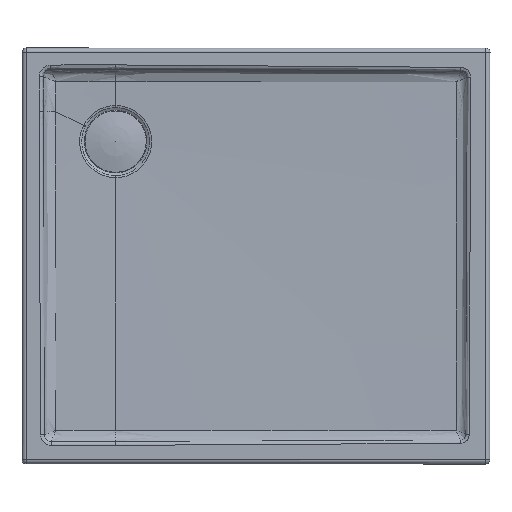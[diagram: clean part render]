
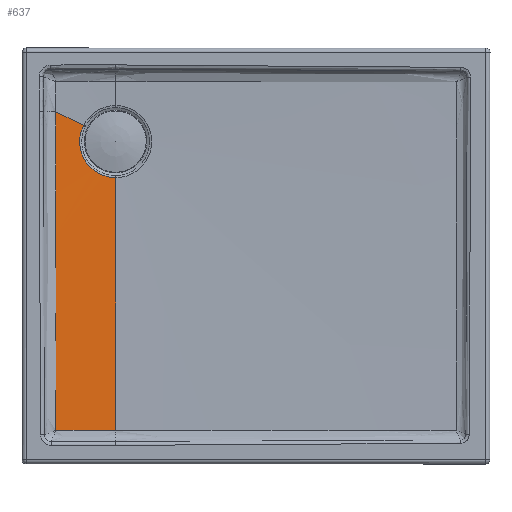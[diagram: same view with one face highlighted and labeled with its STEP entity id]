
A CAD part, top view. The second image highlights one B-rep face of the part: STEP entity #637.
In plain terms, the highlighted conical face has half-angle 88.825 degrees and reference radius 1000 mm.
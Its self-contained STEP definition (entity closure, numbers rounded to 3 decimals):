
#172=CARTESIAN_POINT('',(-339.343,270.,-27.96));
#173=VERTEX_POINT('',#172);
#204=CARTESIAN_POINT('',(-238.989,332.022,-27.96));
#205=VERTEX_POINT('',#204);
#213=CARTESIAN_POINT('',(-238.989,332.022,-27.96));
#214=CARTESIAN_POINT('',(-241.977,333.516,-27.96));
#215=CARTESIAN_POINT('',(-248.206,336.091,-27.96));
#216=CARTESIAN_POINT('',(-258.081,338.557,-27.96));
#217=CARTESIAN_POINT('',(-268.071,339.558,-27.96));
#218=CARTESIAN_POINT('',(-278.202,339.107,-27.96));
#219=CARTESIAN_POINT('',(-288.164,337.172,-27.96));
#220=CARTESIAN_POINT('',(-297.638,333.863,-27.96));
#221=CARTESIAN_POINT('',(-306.666,329.147,-27.96));
#222=CARTESIAN_POINT('',(-314.826,323.219,-27.96));
#223=CARTESIAN_POINT('',(-322.05,316.19,-27.96));
#224=CARTESIAN_POINT('',(-328.233,308.098,-27.96));
#225=CARTESIAN_POINT('',(-333.11,299.307,-27.96));
#226=CARTESIAN_POINT('',(-337.879,286.744,-27.96));
#227=CARTESIAN_POINT('',(-339.343,276.682,-27.96));
#228=CARTESIAN_POINT('',(-339.343,270.,-27.96));
#229=B_SPLINE_CURVE_WITH_KNOTS('',3,(#213,#214,#215,#216,#217,#218,#219,#220,#221,#222,#223,#224,#225,#226,#227,#228),.UNSPECIFIED.,.F.,.U.,(4,1,1,1,1,1,1,1,1,1,1,1,1,4),(0.0,1.005,2.009,3.014,4.018,5.023,6.028,7.032,8.037,9.042,10.046,11.051,12.055,14.065),.UNSPECIFIED.);
#230=EDGE_CURVE('',#205,#173,#229,.T.);
#467=CARTESIAN_POINT('',(-825.513,270.,-17.988));
#468=VERTEX_POINT('',#467);
#469=CARTESIAN_POINT('',(-339.343,270.,-27.96));
#470=CARTESIAN_POINT('',(-582.428,270.,-22.974));
#471=CARTESIAN_POINT('',(-825.513,270.,-17.988));
#472=B_SPLINE_CURVE_WITH_KNOTS('',2,(#469,#470,#471),.UNSPECIFIED.,.F.,.U.,(3,3),(-443.251,43.022),.UNSPECIFIED.);
#473=EDGE_CURVE('',#173,#468,#472,.T.);
#574=CARTESIAN_POINT('',(-270.,270.,-8.87));
#575=DIRECTION('',(0.0,0.0,1.0));
#576=DIRECTION('',(0.447,0.894,0.0));
#577=AXIS2_PLACEMENT_3D('',#574,#575,#576);
#578=CONICAL_SURFACE('',#577,1000.,88.825);
#579=ORIENTED_EDGE('',*,*,#230,.F.);
#580=CARTESIAN_POINT('',(-212.271,385.459,-26.735));
#581=VERTEX_POINT('',#580);
#582=CARTESIAN_POINT('',(-238.989,332.022,-27.96));
#583=DIRECTION('',(0.447,0.894,0.021));
#584=VECTOR('',#583,59.757);
#585=LINE('',#582,#584);
#586=EDGE_CURVE('',#205,#581,#585,.T.);
#587=ORIENTED_EDGE('',*,*,#586,.T.);
#588=CARTESIAN_POINT('',(-825.502,385.104,-17.746));
#589=VERTEX_POINT('',#588);
#590=CARTESIAN_POINT('',(-212.271,385.459,-26.735));
#591=CARTESIAN_POINT('',(-223.612,385.477,-26.839));
#592=CARTESIAN_POINT('',(-234.877,385.492,-26.917));
#593=CARTESIAN_POINT('',(-246.058,385.502,-26.963));
#594=CARTESIAN_POINT('',(-262.718,385.516,-27.032));
#595=CARTESIAN_POINT('',(-279.202,385.516,-27.029));
#596=CARTESIAN_POINT('',(-295.876,385.5,-26.955));
#597=CARTESIAN_POINT('',(-312.571,385.485,-26.88));
#598=CARTESIAN_POINT('',(-329.493,385.456,-26.734));
#599=CARTESIAN_POINT('',(-346.474,385.427,-26.543));
#600=CARTESIAN_POINT('',(-355.191,385.413,-26.444));
#601=CARTESIAN_POINT('',(-363.914,385.397,-26.334));
#602=CARTESIAN_POINT('',(-372.606,385.383,-26.216));
#603=CARTESIAN_POINT('',(-387.246,385.359,-26.016));
#604=CARTESIAN_POINT('',(-401.803,385.337,-25.795));
#605=CARTESIAN_POINT('',(-416.216,385.318,-25.563));
#606=CARTESIAN_POINT('',(-435.981,385.291,-25.245));
#607=CARTESIAN_POINT('',(-455.504,385.269,-24.907));
#608=CARTESIAN_POINT('',(-474.84,385.251,-24.562));
#609=CARTESIAN_POINT('',(-497.857,385.23,-24.15));
#610=CARTESIAN_POINT('',(-520.615,385.213,-23.728));
#611=CARTESIAN_POINT('',(-543.234,385.199,-23.3));
#612=CARTESIAN_POINT('',(-577.578,385.178,-22.651));
#613=CARTESIAN_POINT('',(-611.541,385.163,-21.992));
#614=CARTESIAN_POINT('',(-645.4,385.15,-21.328));
#615=CARTESIAN_POINT('',(-675.628,385.139,-20.735));
#616=CARTESIAN_POINT('',(-705.683,385.131,-20.14));
#617=CARTESIAN_POINT('',(-735.661,385.123,-19.543));
#618=CARTESIAN_POINT('',(-757.501,385.118,-19.108));
#619=CARTESIAN_POINT('',(-779.324,385.113,-18.672));
#620=CARTESIAN_POINT('',(-801.136,385.109,-18.235));
#621=CARTESIAN_POINT('',(-809.262,385.107,-18.072));
#622=CARTESIAN_POINT('',(-817.385,385.105,-17.909));
#623=CARTESIAN_POINT('',(-825.502,385.104,-17.746));
#624=B_SPLINE_CURVE_WITH_KNOTS('',3,(#590,#591,#592,#593,#594,#595,#596,#597,#598,#599,#600,#601,#602,#603,#604,#605,#606,#607,#608,#609,#610,#611,#612,#613,#614,#615,#616,#617,#618,#619,#620,#621,#622,#623),.UNSPECIFIED.,.F.,.U.,(4,3,3,3,3,3,3,3,3,3,3,4),(300.624,344.637,410.224,475.894,509.607,566.391,644.259,736.955,877.698,1003.351,1094.897,1129.004),.UNSPECIFIED.);
#625=EDGE_CURVE('',#581,#589,#624,.T.);
#626=ORIENTED_EDGE('',*,*,#625,.T.);
#627=CARTESIAN_POINT('',(-825.502,385.104,-17.746));
#628=CARTESIAN_POINT('',(-825.509,347.189,-17.904));
#629=CARTESIAN_POINT('',(-825.513,308.594,-17.988));
#630=CARTESIAN_POINT('',(-825.513,270.,-17.988));
#631=B_SPLINE_CURVE_WITH_KNOTS('',3,(#627,#628,#629,#630),.UNSPECIFIED.,.F.,.U.,(4,4),(363.661,481.28),.UNSPECIFIED.);
#632=EDGE_CURVE('',#589,#468,#631,.T.);
#633=ORIENTED_EDGE('',*,*,#632,.T.);
#634=ORIENTED_EDGE('',*,*,#473,.F.);
#635=EDGE_LOOP('',(#579,#587,#626,#633,#634));
#636=FACE_OUTER_BOUND('',#635,.T.);
#637=ADVANCED_FACE('',(#636),#578,.F.);
